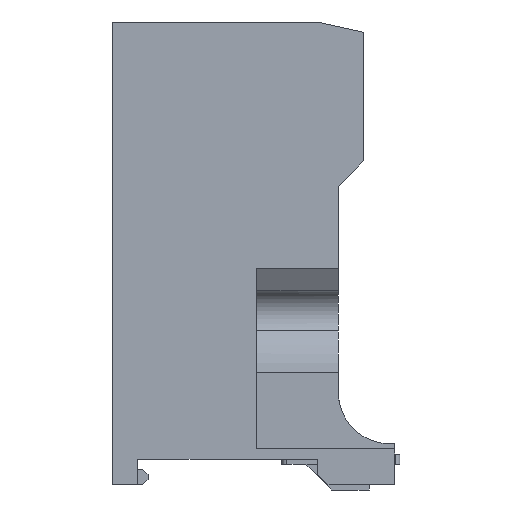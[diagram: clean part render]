
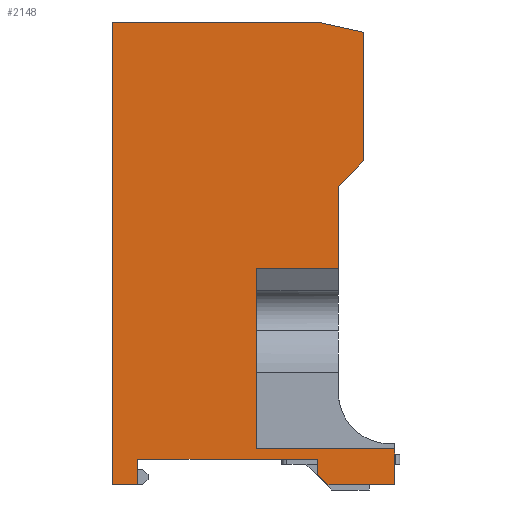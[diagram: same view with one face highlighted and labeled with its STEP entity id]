
A CAD part, left-side view. The second image highlights one B-rep face of the part: STEP entity #2148.
In plain terms, the highlighted planar face has unit normal (-1, 0, 0).
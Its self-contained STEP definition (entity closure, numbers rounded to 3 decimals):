
#246 = LINE ( 'NONE', #9675, #5858 ) ;
#523 = CARTESIAN_POINT ( 'NONE',  ( 0., -31.385, 22.013 ) ) ;
#805 = CARTESIAN_POINT ( 'NONE',  ( 0., -37.385, -33.987 ) ) ;
#811 = ORIENTED_EDGE ( 'NONE', *, *, #3586, .F. ) ;
#1053 = EDGE_CURVE ( 'NONE', #1076, #7201, #246, .T. ) ;
#1076 = VERTEX_POINT ( 'NONE', #6722 ) ;
#1482 = ORIENTED_EDGE ( 'NONE', *, *, #9713, .F. ) ;
#1488 = DIRECTION ( 'NONE',  ( 0., -1., 0. ) ) ;
#1587 = DIRECTION ( 'NONE',  ( 0., 0., 1. ) ) ;
#1596 = VERTEX_POINT ( 'NONE', #9727 ) ;
#1695 = EDGE_LOOP ( 'NONE', ( #4345, #12437, #1482, #2840, #5360, #6099, #11244, #4456, #6922, #5186, #18786, #15861, #4375, #8437, #3703, #811 ) ) ;
#1819 = CARTESIAN_POINT ( 'NONE',  ( 0., 17.615, -40.987 ) ) ;
#2148 = ADVANCED_FACE ( 'NONE', ( #10233 ), #16182, .T. ) ;
#2198 = DIRECTION ( 'NONE',  ( 0., -0.976, -0.217 ) ) ;
#2201 = LINE ( 'NONE', #5131, #15921 ) ;
#2301 = VERTEX_POINT ( 'NONE', #805 ) ;
#2464 = VECTOR ( 'NONE', #10172, 1000. ) ;
#2544 = VECTOR ( 'NONE', #2198, 1000. ) ;
#2812 = DIRECTION ( 'NONE',  ( 0., 0., 1. ) ) ;
#2840 = ORIENTED_EDGE ( 'NONE', *, *, #16536, .F. ) ;
#3081 = CARTESIAN_POINT ( 'NONE',  ( 0., -31.385, 47.013 ) ) ;
#3577 = DIRECTION ( 'NONE',  ( 0., 0., 1. ) ) ;
#3586 = EDGE_CURVE ( 'NONE', #17982, #13460, #2201, .T. ) ;
#3703 = ORIENTED_EDGE ( 'NONE', *, *, #7649, .F. ) ;
#3784 = CARTESIAN_POINT ( 'NONE',  ( 0., -31.385, 22.013 ) ) ;
#4175 = CARTESIAN_POINT ( 'NONE',  ( 0., 12.615, -40.987 ) ) ;
#4345 = ORIENTED_EDGE ( 'NONE', *, *, #17707, .T. ) ;
#4375 = ORIENTED_EDGE ( 'NONE', *, *, #7360, .F. ) ;
#4456 = ORIENTED_EDGE ( 'NONE', *, *, #18384, .F. ) ;
#4776 = LINE ( 'NONE', #18172, #8016 ) ;
#5060 = VERTEX_POINT ( 'NONE', #15910 ) ;
#5131 = CARTESIAN_POINT ( 'NONE',  ( 0., -10.385, -32.987 ) ) ;
#5186 = ORIENTED_EDGE ( 'NONE', *, *, #5218, .F. ) ;
#5218 = EDGE_CURVE ( 'NONE', #19003, #5657, #20047, .T. ) ;
#5285 = VECTOR ( 'NONE', #2812, 1000. ) ;
#5331 = EDGE_CURVE ( 'NONE', #14063, #1076, #7287, .T. ) ;
#5360 = ORIENTED_EDGE ( 'NONE', *, *, #12745, .F. ) ;
#5657 = VERTEX_POINT ( 'NONE', #16608 ) ;
#5705 = VECTOR ( 'NONE', #11459, 1000. ) ;
#5850 = CARTESIAN_POINT ( 'NONE',  ( 0., -26.385, 17.013 ) ) ;
#5858 = VECTOR ( 'NONE', #9742, 1000. ) ;
#6099 = ORIENTED_EDGE ( 'NONE', *, *, #1053, .F. ) ;
#6348 = DIRECTION ( 'NONE',  ( 0., 0., -1. ) ) ;
#6640 = VERTEX_POINT ( 'NONE', #19323 ) ;
#6653 = DIRECTION ( 'NONE',  ( 0., 0., -1. ) ) ;
#6722 = CARTESIAN_POINT ( 'NONE',  ( 0., 17.615, 49.013 ) ) ;
#6849 = DIRECTION ( 'NONE',  ( 0., 1., 0. ) ) ;
#6855 = DIRECTION ( 'NONE',  ( 0., 0., -1. ) ) ;
#6922 = ORIENTED_EDGE ( 'NONE', *, *, #17623, .F. ) ;
#6962 = LINE ( 'NONE', #7147, #10415 ) ;
#7147 = CARTESIAN_POINT ( 'NONE',  ( 0., -37.385, -40.987 ) ) ;
#7201 = VERTEX_POINT ( 'NONE', #16462 ) ;
#7287 = LINE ( 'NONE', #12217, #5285 ) ;
#7360 = EDGE_CURVE ( 'NONE', #6640, #14751, #6962, .T. ) ;
#7649 = EDGE_CURVE ( 'NONE', #13460, #2301, #18249, .T. ) ;
#8016 = VECTOR ( 'NONE', #12282, 1000. ) ;
#8437 = ORIENTED_EDGE ( 'NONE', *, *, #10216, .F. ) ;
#8574 = VECTOR ( 'NONE', #12442, 1000. ) ;
#9071 = LINE ( 'NONE', #17211, #15433 ) ;
#9356 = DIRECTION ( 'NONE',  ( 0., 1., 0. ) ) ;
#9503 = EDGE_CURVE ( 'NONE', #16837, #5060, #16956, .T. ) ;
#9675 = CARTESIAN_POINT ( 'NONE',  ( 0., 17.615, 49.013 ) ) ;
#9713 = EDGE_CURVE ( 'NONE', #11903, #16837, #17680, .T. ) ;
#9727 = CARTESIAN_POINT ( 'NONE',  ( 0., -31.385, 47.013 ) ) ;
#9742 = DIRECTION ( 'NONE',  ( 0., -1., 0. ) ) ;
#10139 = VERTEX_POINT ( 'NONE', #4175 ) ;
#10172 = DIRECTION ( 'NONE',  ( 0., 0.707, -0.707 ) ) ;
#10216 = EDGE_CURVE ( 'NONE', #2301, #6640, #12776, .T. ) ;
#10233 = FACE_OUTER_BOUND ( 'NONE', #1695, .T. ) ;
#10415 = VECTOR ( 'NONE', #10507, 1000. ) ;
#10441 = EDGE_CURVE ( 'NONE', #14751, #11312, #19725, .T. ) ;
#10507 = DIRECTION ( 'NONE',  ( 0., 1., 0. ) ) ;
#10644 = VECTOR ( 'NONE', #6855, 1000. ) ;
#10830 = VECTOR ( 'NONE', #9356, 1000. ) ;
#11244 = ORIENTED_EDGE ( 'NONE', *, *, #5331, .F. ) ;
#11312 = VERTEX_POINT ( 'NONE', #12460 ) ;
#11333 = DIRECTION ( 'NONE',  ( -1., 0., 0. ) ) ;
#11459 = DIRECTION ( 'NONE',  ( 0., 0.707, 0.707 ) ) ;
#11624 = LINE ( 'NONE', #13033, #2544 ) ;
#11744 = CARTESIAN_POINT ( 'NONE',  ( 0., -24.385, -40.987 ) ) ;
#11903 = VERTEX_POINT ( 'NONE', #523 ) ;
#12217 = CARTESIAN_POINT ( 'NONE',  ( 0., 17.615, -40.987 ) ) ;
#12282 = DIRECTION ( 'NONE',  ( 0., -1., 0. ) ) ;
#12437 = ORIENTED_EDGE ( 'NONE', *, *, #9503, .F. ) ;
#12442 = DIRECTION ( 'NONE',  ( 0., 0., -1. ) ) ;
#12460 = CARTESIAN_POINT ( 'NONE',  ( 0., -22.385, -38.987 ) ) ;
#12745 = EDGE_CURVE ( 'NONE', #7201, #1596, #11624, .T. ) ;
#12776 = LINE ( 'NONE', #15704, #8574 ) ;
#13033 = CARTESIAN_POINT ( 'NONE',  ( 0., -22.385, 49.013 ) ) ;
#13109 = CARTESIAN_POINT ( 'NONE',  ( 0., 12.615, -35.987 ) ) ;
#13460 = VERTEX_POINT ( 'NONE', #17105 ) ;
#14002 = CARTESIAN_POINT ( 'NONE',  ( 0., -22.385, -35.987 ) ) ;
#14063 = VERTEX_POINT ( 'NONE', #1819 ) ;
#14244 = CARTESIAN_POINT ( 'NONE',  ( 0., 12.615, -40.987 ) ) ;
#14549 = CARTESIAN_POINT ( 'NONE',  ( 0., -36.385, -22.987 ) ) ;
#14682 = AXIS2_PLACEMENT_3D ( 'NONE', #14549, #11333, #3577 ) ;
#14751 = VERTEX_POINT ( 'NONE', #11744 ) ;
#15130 = LINE ( 'NONE', #3081, #15875 ) ;
#15433 = VECTOR ( 'NONE', #1587, 1000. ) ;
#15704 = CARTESIAN_POINT ( 'NONE',  ( 0., -37.385, -32.987 ) ) ;
#15861 = ORIENTED_EDGE ( 'NONE', *, *, #10441, .F. ) ;
#15875 = VECTOR ( 'NONE', #17200, 1000. ) ;
#15910 = CARTESIAN_POINT ( 'NONE',  ( 0., -26.385, 1.013 ) ) ;
#15921 = VECTOR ( 'NONE', #6653, 1000. ) ;
#16182 = PLANE ( 'NONE',  #14682 ) ;
#16462 = CARTESIAN_POINT ( 'NONE',  ( 0., -22.385, 49.013 ) ) ;
#16536 = EDGE_CURVE ( 'NONE', #1596, #11903, #15130, .T. ) ;
#16608 = CARTESIAN_POINT ( 'NONE',  ( 0., 12.615, -35.987 ) ) ;
#16837 = VERTEX_POINT ( 'NONE', #5850 ) ;
#16956 = LINE ( 'NONE', #18783, #20144 ) ;
#17103 = CARTESIAN_POINT ( 'NONE',  ( 0., -10.385, -33.987 ) ) ;
#17105 = CARTESIAN_POINT ( 'NONE',  ( 0., -10.385, -33.987 ) ) ;
#17200 = DIRECTION ( 'NONE',  ( 0., 0., -1. ) ) ;
#17211 = CARTESIAN_POINT ( 'NONE',  ( 0., -22.385, -38.987 ) ) ;
#17623 = EDGE_CURVE ( 'NONE', #5657, #10139, #18989, .T. ) ;
#17680 = LINE ( 'NONE', #3784, #2464 ) ;
#17707 = EDGE_CURVE ( 'NONE', #17982, #5060, #4776, .T. ) ;
#17882 = CARTESIAN_POINT ( 'NONE',  ( 0., -10.385, 1.013 ) ) ;
#17893 = CARTESIAN_POINT ( 'NONE',  ( 0., -24.385, -40.987 ) ) ;
#17982 = VERTEX_POINT ( 'NONE', #17882 ) ;
#18172 = CARTESIAN_POINT ( 'NONE',  ( 0., -10.385, 1.013 ) ) ;
#18249 = LINE ( 'NONE', #17103, #19233 ) ;
#18384 = EDGE_CURVE ( 'NONE', #10139, #14063, #20159, .T. ) ;
#18783 = CARTESIAN_POINT ( 'NONE',  ( 0., -26.385, 17.013 ) ) ;
#18786 = ORIENTED_EDGE ( 'NONE', *, *, #19567, .F. ) ;
#18989 = LINE ( 'NONE', #13109, #10644 ) ;
#19003 = VERTEX_POINT ( 'NONE', #14002 ) ;
#19233 = VECTOR ( 'NONE', #1488, 1000. ) ;
#19323 = CARTESIAN_POINT ( 'NONE',  ( 0., -37.385, -40.987 ) ) ;
#19346 = CARTESIAN_POINT ( 'NONE',  ( 0., -22.385, -35.987 ) ) ;
#19542 = VECTOR ( 'NONE', #6849, 1000. ) ;
#19567 = EDGE_CURVE ( 'NONE', #11312, #19003, #9071, .T. ) ;
#19725 = LINE ( 'NONE', #17893, #5705 ) ;
#20047 = LINE ( 'NONE', #19346, #19542 ) ;
#20144 = VECTOR ( 'NONE', #6348, 1000. ) ;
#20159 = LINE ( 'NONE', #14244, #10830 ) ;
